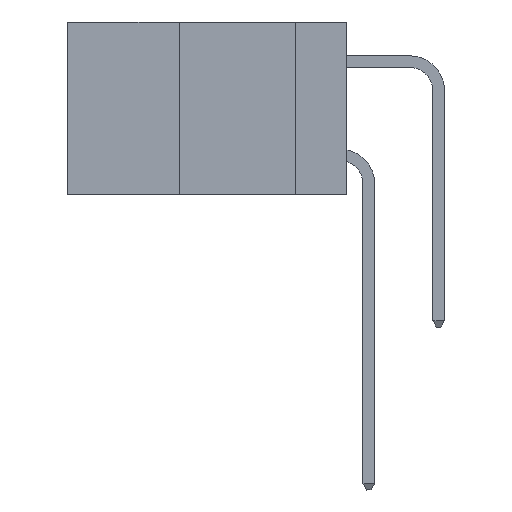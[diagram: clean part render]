
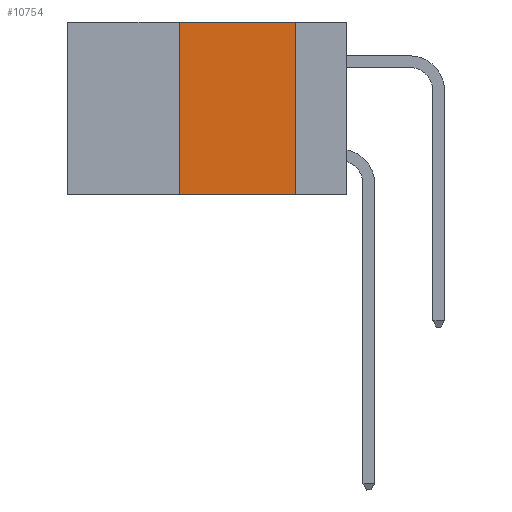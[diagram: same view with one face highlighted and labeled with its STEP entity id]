
A CAD part, left-side view. The second image highlights one B-rep face of the part: STEP entity #10754.
In plain terms, the highlighted planar face has unit normal (-1, 0, 0).
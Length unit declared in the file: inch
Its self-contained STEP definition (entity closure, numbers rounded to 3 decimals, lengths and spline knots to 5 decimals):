
#1297 = VECTOR ( 'NONE', #16827, 39.37008 ) ;
#2907 = LINE ( 'NONE', #31172, #3405 ) ;
#3364 = CARTESIAN_POINT ( 'NONE',  ( 0., 0.11, -0.37 ) ) ;
#3405 = VECTOR ( 'NONE', #10500, 39.37008 ) ;
#4037 = LINE ( 'NONE', #13966, #12038 ) ;
#5571 = EDGE_CURVE ( 'NONE', #41539, #43903, #18908, .T. ) ;
#7246 = DIRECTION ( 'NONE',  ( 0., 0., -1. ) ) ;
#8151 = EDGE_CURVE ( 'NONE', #18980, #42983, #35013, .T. ) ;
#10500 = DIRECTION ( 'NONE',  ( 0., 0., 1. ) ) ;
#10754 = ADVANCED_FACE ( 'NONE', ( #23500 ), #32239, .F. ) ;
#12038 = VECTOR ( 'NONE', #7246, 39.37008 ) ;
#13966 = CARTESIAN_POINT ( 'NONE',  ( 0., 0.11, 0. ) ) ;
#14027 = VECTOR ( 'NONE', #37792, 39.37008 ) ;
#16260 = AXIS2_PLACEMENT_3D ( 'NONE', #25789, #39788, #22679 ) ;
#16827 = DIRECTION ( 'NONE',  ( 0., -1., 0. ) ) ;
#18370 = CARTESIAN_POINT ( 'NONE',  ( 0., 0.11, 0. ) ) ;
#18908 = LINE ( 'NONE', #40987, #14027 ) ;
#18980 = VERTEX_POINT ( 'NONE', #39398 ) ;
#22679 = DIRECTION ( 'NONE',  ( 0., 0., -1. ) ) ;
#23500 = FACE_OUTER_BOUND ( 'NONE', #29582, .T. ) ;
#25075 = ORIENTED_EDGE ( 'NONE', *, *, #32033, .F. ) ;
#25789 = CARTESIAN_POINT ( 'NONE',  ( 0., 0.6, 0. ) ) ;
#29582 = EDGE_LOOP ( 'NONE', ( #41846, #30018, #25075, #30524 ) ) ;
#30018 = ORIENTED_EDGE ( 'NONE', *, *, #5571, .F. ) ;
#30524 = ORIENTED_EDGE ( 'NONE', *, *, #8151, .T. ) ;
#31172 = CARTESIAN_POINT ( 'NONE',  ( 0., 0.36, 0. ) ) ;
#32033 = EDGE_CURVE ( 'NONE', #18980, #41539, #2907, .T. ) ;
#32239 = PLANE ( 'NONE',  #16260 ) ;
#33243 = CARTESIAN_POINT ( 'NONE',  ( 0., 0.36, 0. ) ) ;
#33881 = CARTESIAN_POINT ( 'NONE',  ( 0., 0.6, -0.37 ) ) ;
#35013 = LINE ( 'NONE', #33881, #1297 ) ;
#36411 = EDGE_CURVE ( 'NONE', #43903, #42983, #4037, .T. ) ;
#37792 = DIRECTION ( 'NONE',  ( 0., -1., 0. ) ) ;
#39398 = CARTESIAN_POINT ( 'NONE',  ( 0., 0.36, -0.37 ) ) ;
#39788 = DIRECTION ( 'NONE',  ( 1., 0., 0. ) ) ;
#40987 = CARTESIAN_POINT ( 'NONE',  ( 0., 0.6, 0. ) ) ;
#41539 = VERTEX_POINT ( 'NONE', #33243 ) ;
#41846 = ORIENTED_EDGE ( 'NONE', *, *, #36411, .F. ) ;
#42983 = VERTEX_POINT ( 'NONE', #3364 ) ;
#43903 = VERTEX_POINT ( 'NONE', #18370 ) ;
